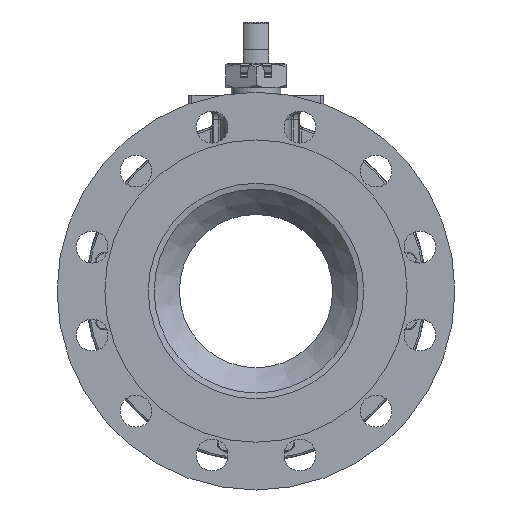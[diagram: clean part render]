
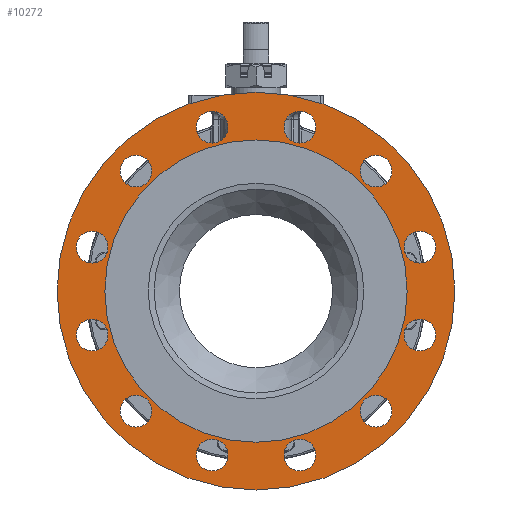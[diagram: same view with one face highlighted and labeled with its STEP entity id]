
A CAD part, left-side view. The second image highlights one B-rep face of the part: STEP entity #10272.
In plain terms, the highlighted planar face has unit normal (-1, 0, 0).
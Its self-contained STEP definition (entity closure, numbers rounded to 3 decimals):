
#1687=PLANE('',#11103);
#2015=FACE_BOUND('',#2947,.T.);
#2016=FACE_BOUND('',#2948,.T.);
#2017=FACE_BOUND('',#2949,.T.);
#2018=FACE_BOUND('',#2950,.T.);
#2019=FACE_BOUND('',#2951,.T.);
#2020=FACE_BOUND('',#2952,.T.);
#2021=FACE_BOUND('',#2953,.T.);
#2022=FACE_BOUND('',#2954,.T.);
#2023=FACE_BOUND('',#2955,.T.);
#2024=FACE_BOUND('',#2956,.T.);
#2025=FACE_BOUND('',#2957,.T.);
#2026=FACE_BOUND('',#2958,.T.);
#2027=FACE_BOUND('',#2959,.T.);
#2249=FACE_OUTER_BOUND('',#2946,.T.);
#2946=EDGE_LOOP('',(#6896));
#2947=EDGE_LOOP('',(#6897));
#2948=EDGE_LOOP('',(#6898));
#2949=EDGE_LOOP('',(#6899));
#2950=EDGE_LOOP('',(#6900));
#2951=EDGE_LOOP('',(#6901));
#2952=EDGE_LOOP('',(#6902));
#2953=EDGE_LOOP('',(#6903));
#2954=EDGE_LOOP('',(#6904));
#2955=EDGE_LOOP('',(#6905));
#2956=EDGE_LOOP('',(#6906));
#2957=EDGE_LOOP('',(#6907));
#2958=EDGE_LOOP('',(#6908));
#2959=EDGE_LOOP('',(#6909));
#3685=CIRCLE('',#10853,15.);
#3687=CIRCLE('',#10856,15.);
#3689=CIRCLE('',#10859,15.);
#3691=CIRCLE('',#10862,15.);
#3693=CIRCLE('',#10865,15.);
#3695=CIRCLE('',#10868,15.);
#3697=CIRCLE('',#10871,15.);
#3699=CIRCLE('',#10874,15.);
#3701=CIRCLE('',#10877,15.);
#3703=CIRCLE('',#10880,15.);
#3705=CIRCLE('',#10883,15.);
#3707=CIRCLE('',#10886,15.);
#3866=CIRCLE('',#11104,187.5);
#3867=CIRCLE('',#11105,142.5);
#4231=VERTEX_POINT('',#14863);
#4233=VERTEX_POINT('',#14868);
#4235=VERTEX_POINT('',#14873);
#4237=VERTEX_POINT('',#14878);
#4239=VERTEX_POINT('',#14883);
#4241=VERTEX_POINT('',#14888);
#4243=VERTEX_POINT('',#14893);
#4245=VERTEX_POINT('',#14898);
#4247=VERTEX_POINT('',#14903);
#4249=VERTEX_POINT('',#14908);
#4251=VERTEX_POINT('',#14913);
#4253=VERTEX_POINT('',#14918);
#4462=VERTEX_POINT('',#15721);
#4463=VERTEX_POINT('',#15723);
#5170=EDGE_CURVE('',#4231,#4231,#3685,.T.);
#5172=EDGE_CURVE('',#4233,#4233,#3687,.T.);
#5174=EDGE_CURVE('',#4235,#4235,#3689,.T.);
#5176=EDGE_CURVE('',#4237,#4237,#3691,.T.);
#5178=EDGE_CURVE('',#4239,#4239,#3693,.T.);
#5180=EDGE_CURVE('',#4241,#4241,#3695,.T.);
#5182=EDGE_CURVE('',#4243,#4243,#3697,.T.);
#5184=EDGE_CURVE('',#4245,#4245,#3699,.T.);
#5186=EDGE_CURVE('',#4247,#4247,#3701,.T.);
#5188=EDGE_CURVE('',#4249,#4249,#3703,.T.);
#5190=EDGE_CURVE('',#4251,#4251,#3705,.T.);
#5192=EDGE_CURVE('',#4253,#4253,#3707,.T.);
#5433=EDGE_CURVE('',#4462,#4462,#3866,.T.);
#5434=EDGE_CURVE('',#4463,#4463,#3867,.T.);
#6896=ORIENTED_EDGE('',*,*,#5433,.F.);
#6897=ORIENTED_EDGE('',*,*,#5170,.T.);
#6898=ORIENTED_EDGE('',*,*,#5172,.T.);
#6899=ORIENTED_EDGE('',*,*,#5174,.T.);
#6900=ORIENTED_EDGE('',*,*,#5176,.T.);
#6901=ORIENTED_EDGE('',*,*,#5178,.T.);
#6902=ORIENTED_EDGE('',*,*,#5180,.T.);
#6903=ORIENTED_EDGE('',*,*,#5182,.T.);
#6904=ORIENTED_EDGE('',*,*,#5184,.T.);
#6905=ORIENTED_EDGE('',*,*,#5186,.T.);
#6906=ORIENTED_EDGE('',*,*,#5188,.T.);
#6907=ORIENTED_EDGE('',*,*,#5190,.T.);
#6908=ORIENTED_EDGE('',*,*,#5192,.T.);
#6909=ORIENTED_EDGE('',*,*,#5434,.T.);
#10272=ADVANCED_FACE('',(#2249,#2015,#2016,#2017,#2018,#2019,#2020,#2021,
#2022,#2023,#2024,#2025,#2026,#2027),#1687,.F.);
#10853=AXIS2_PLACEMENT_3D('',#14864,#11997,#11998);
#10856=AXIS2_PLACEMENT_3D('',#14869,#12003,#12004);
#10859=AXIS2_PLACEMENT_3D('',#14874,#12009,#12010);
#10862=AXIS2_PLACEMENT_3D('',#14879,#12015,#12016);
#10865=AXIS2_PLACEMENT_3D('',#14884,#12021,#12022);
#10868=AXIS2_PLACEMENT_3D('',#14889,#12027,#12028);
#10871=AXIS2_PLACEMENT_3D('',#14894,#12033,#12034);
#10874=AXIS2_PLACEMENT_3D('',#14899,#12039,#12040);
#10877=AXIS2_PLACEMENT_3D('',#14904,#12045,#12046);
#10880=AXIS2_PLACEMENT_3D('',#14909,#12051,#12052);
#10883=AXIS2_PLACEMENT_3D('',#14914,#12057,#12058);
#10886=AXIS2_PLACEMENT_3D('',#14919,#12063,#12064);
#11103=AXIS2_PLACEMENT_3D('',#15720,#12549,#12550);
#11104=AXIS2_PLACEMENT_3D('',#15722,#12551,#12552);
#11105=AXIS2_PLACEMENT_3D('',#15724,#12553,#12554);
#11997=DIRECTION('center_axis',(1.,0.,0.));
#11998=DIRECTION('ref_axis',(0.,0.5,0.866));
#12003=DIRECTION('center_axis',(1.,0.,0.));
#12004=DIRECTION('ref_axis',(0.,0.866,0.5));
#12009=DIRECTION('center_axis',(1.,0.,0.));
#12010=DIRECTION('ref_axis',(0.,1.,0.));
#12015=DIRECTION('center_axis',(1.,0.,0.));
#12016=DIRECTION('ref_axis',(0.,0.866,-0.5));
#12021=DIRECTION('center_axis',(1.,0.,0.));
#12022=DIRECTION('ref_axis',(0.,0.5,-0.866));
#12027=DIRECTION('center_axis',(1.,0.,0.));
#12028=DIRECTION('ref_axis',(0.,0.,
-1.));
#12033=DIRECTION('center_axis',(1.,0.,0.));
#12034=DIRECTION('ref_axis',(0.,-0.5,-0.866));
#12039=DIRECTION('center_axis',(1.,0.,0.));
#12040=DIRECTION('ref_axis',(0.,-0.866,-0.5));
#12045=DIRECTION('center_axis',(1.,0.,0.));
#12046=DIRECTION('ref_axis',(0.,-1.,0.));
#12051=DIRECTION('center_axis',(1.,0.,0.));
#12052=DIRECTION('ref_axis',(0.,-0.866,0.5));
#12057=DIRECTION('center_axis',(1.,0.,0.));
#12058=DIRECTION('ref_axis',(0.,-0.5,0.866));
#12063=DIRECTION('center_axis',(1.,0.,0.));
#12064=DIRECTION('ref_axis',(0.,0.,1.));
#12549=DIRECTION('center_axis',(1.,0.,0.));
#12550=DIRECTION('ref_axis',(0.,0.,-1.));
#12551=DIRECTION('center_axis',(1.,0.,0.));
#12552=DIRECTION('ref_axis',(0.,0.,-1.));
#12553=DIRECTION('center_axis',(1.,0.,0.));
#12554=DIRECTION('ref_axis',(0.,0.,-1.));
#14863=CARTESIAN_POINT('',(-134.795,120.637,126.127));
#14864=CARTESIAN_POINT('Origin',(-134.795,113.137,113.137));
#14868=CARTESIAN_POINT('',(-134.795,167.539,48.911));
#14869=CARTESIAN_POINT('Origin',(-134.795,154.548,41.411));
#14873=CARTESIAN_POINT('',(-134.795,169.548,-41.411));
#14874=CARTESIAN_POINT('Origin',(-134.795,154.548,-41.411));
#14878=CARTESIAN_POINT('',(-134.795,126.127,-120.637));
#14879=CARTESIAN_POINT('Origin',(-134.795,113.137,-113.137));
#14883=CARTESIAN_POINT('',(-134.795,48.911,-167.539));
#14884=CARTESIAN_POINT('Origin',(-134.795,41.411,-154.548));
#14888=CARTESIAN_POINT('',(-134.795,-41.411,-169.548));
#14889=CARTESIAN_POINT('Origin',(-134.795,-41.411,-154.548));
#14893=CARTESIAN_POINT('',(-134.795,-120.637,-126.127));
#14894=CARTESIAN_POINT('Origin',(-134.795,-113.137,-113.137));
#14898=CARTESIAN_POINT('',(-134.795,-167.539,-48.911));
#14899=CARTESIAN_POINT('Origin',(-134.795,-154.548,-41.411));
#14903=CARTESIAN_POINT('',(-134.795,-169.548,41.411));
#14904=CARTESIAN_POINT('Origin',(-134.795,-154.548,41.411));
#14908=CARTESIAN_POINT('',(-134.795,-126.127,120.637));
#14909=CARTESIAN_POINT('Origin',(-134.795,-113.137,113.137));
#14913=CARTESIAN_POINT('',(-134.795,-48.911,167.539));
#14914=CARTESIAN_POINT('Origin',(-134.795,-41.411,154.548));
#14918=CARTESIAN_POINT('',(-134.795,41.411,169.548));
#14919=CARTESIAN_POINT('Origin',(-134.795,41.411,154.548));
#15720=CARTESIAN_POINT('Origin',(-134.795,0.,142.5));
#15721=CARTESIAN_POINT('',(-134.795,0.,187.5));
#15722=CARTESIAN_POINT('Origin',(-134.795,0.,0.));
#15723=CARTESIAN_POINT('',(-134.795,0.,142.5));
#15724=CARTESIAN_POINT('Origin',(-134.795,0.,0.));
